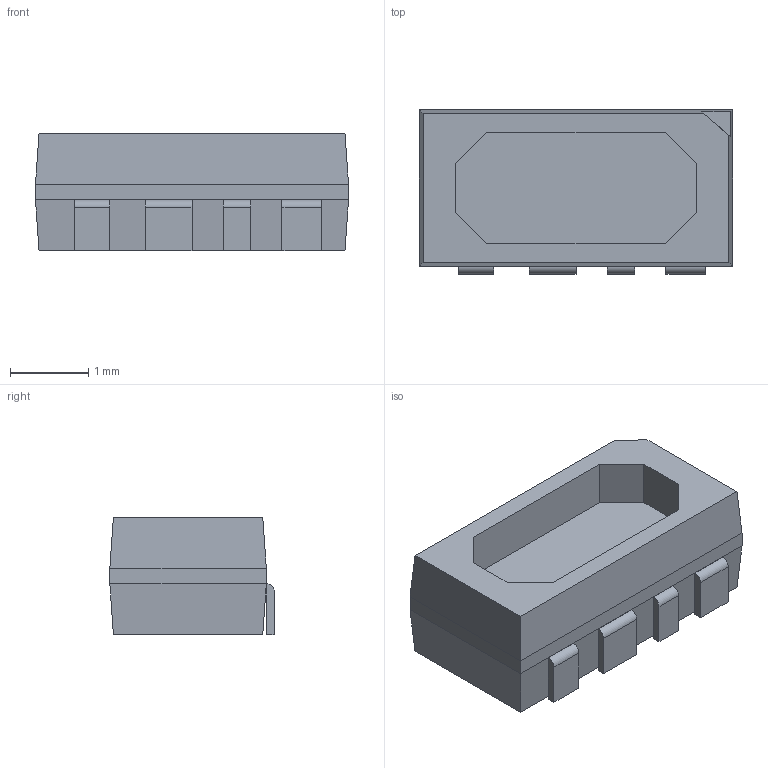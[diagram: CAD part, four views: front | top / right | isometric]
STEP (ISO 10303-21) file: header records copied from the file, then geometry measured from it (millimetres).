
FILE_DESCRIPTION (( 'STEP AP214' ), '1' );
FILE_NAME ('6139F2CB-A5E6-463B-992F-B3C6DF93A1E1.STEP', '2022-12-03T05:00:00', ( '' ), ( '' ), 'SwSTEP 2.0', 'SolidWorks 2022', '' );
FILE_SCHEMA (( 'AUTOMOTIVE_DESIGN' ));
Length unit declared in the file: millimetre
Products named in the file (1): 6139F2CB-A5E6-463B-992F-B3C6DF93A1E1
Bounding box: 4 x 2.1 x 1.5 mm (x, y, z)
Volume: 8.9 mm3; surface area: 42.2 mm2
Topology: 5 solids, 5 shells, 58 faces, 130 edges, 84 vertices
Faces by surface type: plane 50, cylinder 8
Entity records: 1766 total; most frequent: CARTESIAN_POINT 273, DIRECTION 264, ORIENTED_EDGE 260, EDGE_CURVE 130, VECTOR 114, LINE 114, VERTEX_POINT 84, AXIS2_PLACEMENT_3D 75
